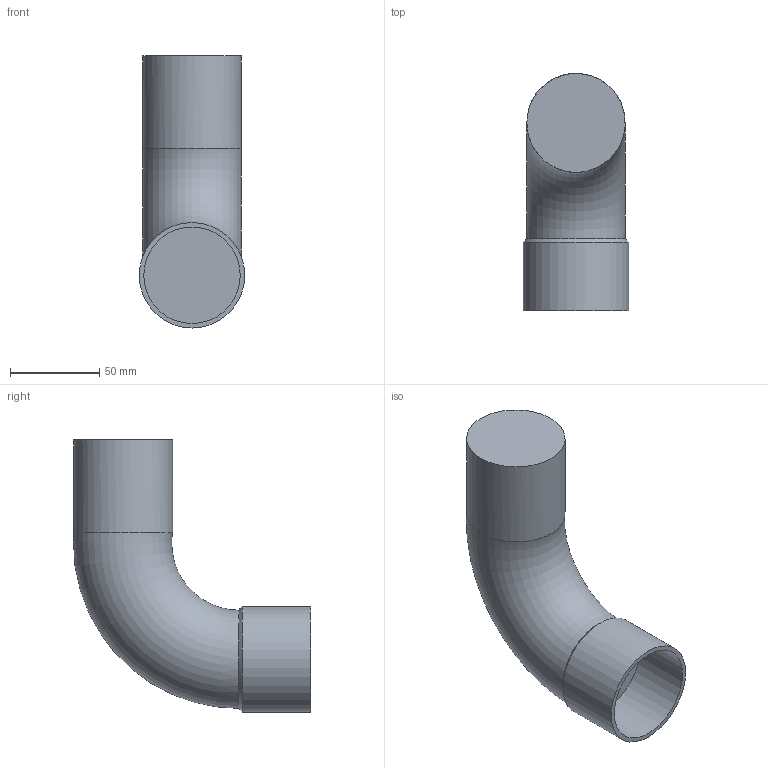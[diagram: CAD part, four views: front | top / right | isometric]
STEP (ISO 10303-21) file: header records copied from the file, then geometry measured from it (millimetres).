
FILE_DESCRIPTION(/* description */ ('Unknown'),/* implementation_level */ '2;1');
FILE_NAME(/* name */ 'F4DN54',/* time_stamp */ '2019-10-28T10:34:57+01:00',/* author */ ('Unknown'),/* organization */ ('Unknown'),/* preprocessor_version */ 'ST-DEVELOPER v16.7',/* originating_system */ 'DEX',/* authorisation */ $);
FILE_SCHEMA (('AUTOMOTIVE_DESIGN {1 0 10303 214 3 1 1}'));
Length unit declared in the file: millimetre
Products named in the file (1): F4DN54
Bounding box: 59 x 132.69 x 152.21 mm (x, y, z)
Volume: 412865.7 mm3; surface area: 46067.3 mm2
Topology: 1 solids, 1 shells, 8 faces, 13 edges, 8 vertices
Faces by surface type: plane 3, cylinder 2, cone 1, torus 1, bspline 1
Full cylindrical faces by diameter (mm): 54 x1, 59 x1
Entity records: 527 total; most frequent: CARTESIAN_POINT 375, DIRECTION 26, ORIENTED_EDGE 14, EDGE_LOOP 14, FACE_BOUND 14, AXIS2_PLACEMENT_3D 13, ADVANCED_FACE 8, EDGE_CURVE 7
